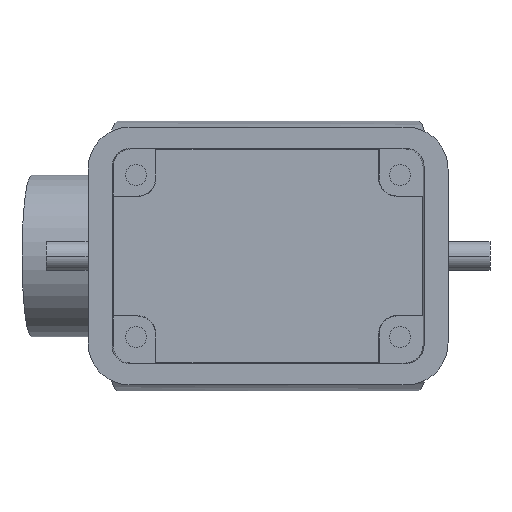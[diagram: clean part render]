
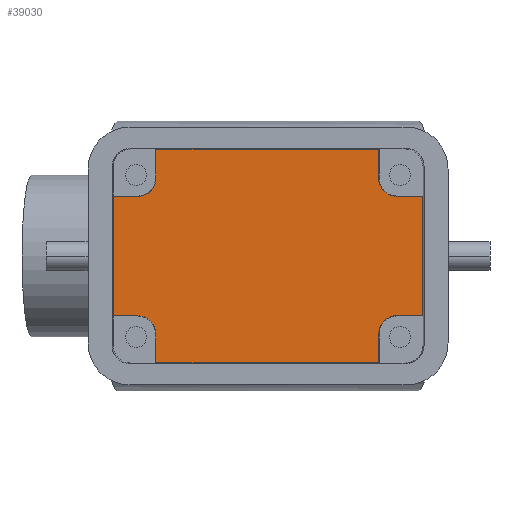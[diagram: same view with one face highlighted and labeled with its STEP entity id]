
A CAD part, front view. The second image highlights one B-rep face of the part: STEP entity #39030.
In plain terms, the highlighted planar face has unit normal (0, -1, 0).
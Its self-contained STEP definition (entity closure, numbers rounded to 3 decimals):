
#3340=CARTESIAN_POINT('',(-18.698,12.15,-17.824));
#3350=VERTEX_POINT('',#3340);
#3380=CARTESIAN_POINT('',(0.,12.15,-17.824));
#3390=DIRECTION('',(1.,0.,0.));
#3400=VECTOR('',#3390,1.);
#3410=LINE('',#3380,#3400);
#3420=CARTESIAN_POINT('',(18.448,12.15,-17.824));
#3430=VERTEX_POINT('',#3420);
#3440=EDGE_CURVE('',#3350,#3430,#3410,.T.);
#5550=CARTESIAN_POINT('',(-21.697,12.15,-9.948));
#5560=VERTEX_POINT('',#5550);
#5590=CARTESIAN_POINT('',(-21.698,12.15,-12.948));
#5600=DIRECTION('',(0.,-1.,0.));
#5610=DIRECTION('',(0.707,0.,0.707));
#5620=AXIS2_PLACEMENT_3D('',#5590,#5600,#5610);
#5630=ELLIPSE('',#5620,3.001,3.);
#5640=CARTESIAN_POINT('',(-18.698,12.15,-12.947));
#5650=VERTEX_POINT('',#5640);
#5660=EDGE_CURVE('',#5650,#5560,#5630,.T.);
#5960=CARTESIAN_POINT('',(25.788,12.15,9.948));
#5970=VERTEX_POINT('',#5960);
#6440=CARTESIAN_POINT('',(25.788,12.15,-9.948));
#6450=VERTEX_POINT('',#6440);
#6480=CARTESIAN_POINT('',(25.788,12.15,0.));
#6490=DIRECTION('',(0.,0.,1.));
#6500=VECTOR('',#6490,1.);
#6510=LINE('',#6480,#6500);
#6520=EDGE_CURVE('',#6450,#5970,#6510,.T.);
#6730=CARTESIAN_POINT('',(-25.788,12.15,9.948));
#6740=VERTEX_POINT('',#6730);
#6910=CARTESIAN_POINT('',(-21.697,12.15,9.948));
#6920=VERTEX_POINT('',#6910);
#6950=CARTESIAN_POINT('',(0.,12.15,9.948));
#6960=DIRECTION('',(-1.,0.,0.));
#6970=VECTOR('',#6960,1.);
#6980=LINE('',#6950,#6970);
#6990=EDGE_CURVE('',#6920,#6740,#6980,.T.);
#7390=CARTESIAN_POINT('',(-25.788,12.15,0.));
#7400=DIRECTION('',(0.,0.,-1.));
#7410=VECTOR('',#7400,1.);
#7420=LINE('',#7390,#7410);
#7430=CARTESIAN_POINT('',(-25.788,12.15,-9.948));
#7440=VERTEX_POINT('',#7430);
#7450=EDGE_CURVE('',#6740,#7440,#7420,.T.);
#8190=CARTESIAN_POINT('',(-18.698,12.15,0.));
#8200=DIRECTION('',(0.,0.,-1.));
#8210=VECTOR('',#8200,1.);
#8220=LINE('',#8190,#8210);
#8230=EDGE_CURVE('',#5650,#3350,#8220,.T.);
#8440=CARTESIAN_POINT('',(-18.698,12.15,12.947));
#8450=VERTEX_POINT('',#8440);
#8620=CARTESIAN_POINT('',(-18.698,12.15,17.824));
#8630=VERTEX_POINT('',#8620);
#8660=CARTESIAN_POINT('',(-18.698,12.15,0.));
#8670=DIRECTION('',(0.,0.,-1.));
#8680=VECTOR('',#8670,1.);
#8690=LINE('',#8660,#8680);
#8700=EDGE_CURVE('',#8630,#8450,#8690,.T.);
#9340=CARTESIAN_POINT('',(21.447,12.15,9.948));
#9350=VERTEX_POINT('',#9340);
#9470=CARTESIAN_POINT('',(0.,12.15,9.948));
#9480=DIRECTION('',(-1.,0.,0.));
#9490=VECTOR('',#9480,1.);
#9500=LINE('',#9470,#9490);
#9510=EDGE_CURVE('',#5970,#9350,#9500,.T.);
#9900=CARTESIAN_POINT('',(18.448,12.15,17.824));
#9910=VERTEX_POINT('',#9900);
#9940=CARTESIAN_POINT('',(0.,12.15,17.824));
#9950=DIRECTION('',(-1.,0.,0.));
#9960=VECTOR('',#9950,1.);
#9970=LINE('',#9940,#9960);
#9980=EDGE_CURVE('',#9910,#8630,#9970,.T.);
#10320=CARTESIAN_POINT('',(0.,12.15,-9.948));
#10330=DIRECTION('',(1.,0.,0.));
#10340=VECTOR('',#10330,1.);
#10350=LINE('',#10320,#10340);
#10360=EDGE_CURVE('',#7440,#5560,#10350,.T.);
#12660=CARTESIAN_POINT('',(18.448,12.15,12.947));
#12670=VERTEX_POINT('',#12660);
#12700=CARTESIAN_POINT('',(18.448,12.15,0.));
#12710=DIRECTION('',(0.,0.,1.));
#12720=VECTOR('',#12710,1.);
#12730=LINE('',#12700,#12720);
#12740=EDGE_CURVE('',#12670,#9910,#12730,.T.);
#12920=CARTESIAN_POINT('',(21.448,12.15,12.948));
#12930=DIRECTION('',(0.,-1.,0.));
#12940=DIRECTION('',(0.707,0.,0.707));
#12950=AXIS2_PLACEMENT_3D('',#12920,#12930,#12940);
#12960=ELLIPSE('',#12950,3.001,3.);
#12970=EDGE_CURVE('',#12670,#9350,#12960,.T.);
#17390=CARTESIAN_POINT('',(18.448,12.15,-12.947));
#17400=VERTEX_POINT('',#17390);
#17520=CARTESIAN_POINT('',(18.448,12.15,0.));
#17530=DIRECTION('',(0.,0.,1.));
#17540=VECTOR('',#17530,1.);
#17550=LINE('',#17520,#17540);
#17560=EDGE_CURVE('',#3430,#17400,#17550,.T.);
#18130=CARTESIAN_POINT('',(21.448,12.15,-12.948));
#18140=DIRECTION('',(0.,-1.,0.));
#18150=DIRECTION('',(-0.707,0.,0.707));
#18160=AXIS2_PLACEMENT_3D('',#18130,#18140,#18150);
#18170=ELLIPSE('',#18160,3.001,3.);
#18180=CARTESIAN_POINT('',(21.447,12.15,-9.948));
#18190=VERTEX_POINT('',#18180);
#18200=EDGE_CURVE('',#18190,#17400,#18170,.T.);
#18630=CARTESIAN_POINT('',(0.,12.15,-9.948));
#18640=DIRECTION('',(1.,0.,0.));
#18650=VECTOR('',#18640,1.);
#18660=LINE('',#18630,#18650);
#18670=EDGE_CURVE('',#18190,#6450,#18660,.T.);
#22390=CARTESIAN_POINT('',(-21.698,12.15,12.948));
#22400=DIRECTION('',(0.,-1.,0.));
#22410=DIRECTION('',(0.707,0.,-0.707));
#22420=AXIS2_PLACEMENT_3D('',#22390,#22400,#22410);
#22430=ELLIPSE('',#22420,3.001,3.);
#22440=EDGE_CURVE('',#6920,#8450,#22430,.T.);
#38800=CARTESIAN_POINT('',(-22.,12.15,13.5));
#38810=DIRECTION('',(0.,-1.,0.));
#38820=DIRECTION('',(1.,0.,0.));
#38830=AXIS2_PLACEMENT_3D('',#38800,#38810,#38820);
#38840=PLANE('',#38830);
#38850=ORIENTED_EDGE('',*,*,#10360,.T.);
#38860=ORIENTED_EDGE('',*,*,#7450,.T.);
#38870=ORIENTED_EDGE('',*,*,#6990,.T.);
#38880=ORIENTED_EDGE('',*,*,#22440,.F.);
#38890=ORIENTED_EDGE('',*,*,#8700,.T.);
#38900=ORIENTED_EDGE('',*,*,#9980,.T.);
#38910=ORIENTED_EDGE('',*,*,#12740,.T.);
#38920=ORIENTED_EDGE('',*,*,#12970,.F.);
#38930=ORIENTED_EDGE('',*,*,#9510,.T.);
#38940=ORIENTED_EDGE('',*,*,#6520,.T.);
#38950=ORIENTED_EDGE('',*,*,#18670,.T.);
#38960=ORIENTED_EDGE('',*,*,#18200,.F.);
#38970=ORIENTED_EDGE('',*,*,#17560,.T.);
#38980=ORIENTED_EDGE('',*,*,#3440,.T.);
#38990=ORIENTED_EDGE('',*,*,#8230,.T.);
#39000=ORIENTED_EDGE('',*,*,#5660,.F.);
#39010=EDGE_LOOP('',(#39000,#38990,#38980,#38970,#38960,#38950,#38940,
#38930,#38920,#38910,#38900,#38890,#38880,#38870,#38860,#38850));
#39020=FACE_OUTER_BOUND('',#39010,.T.);
#39030=ADVANCED_FACE('',(#39020),#38840,.T.);
